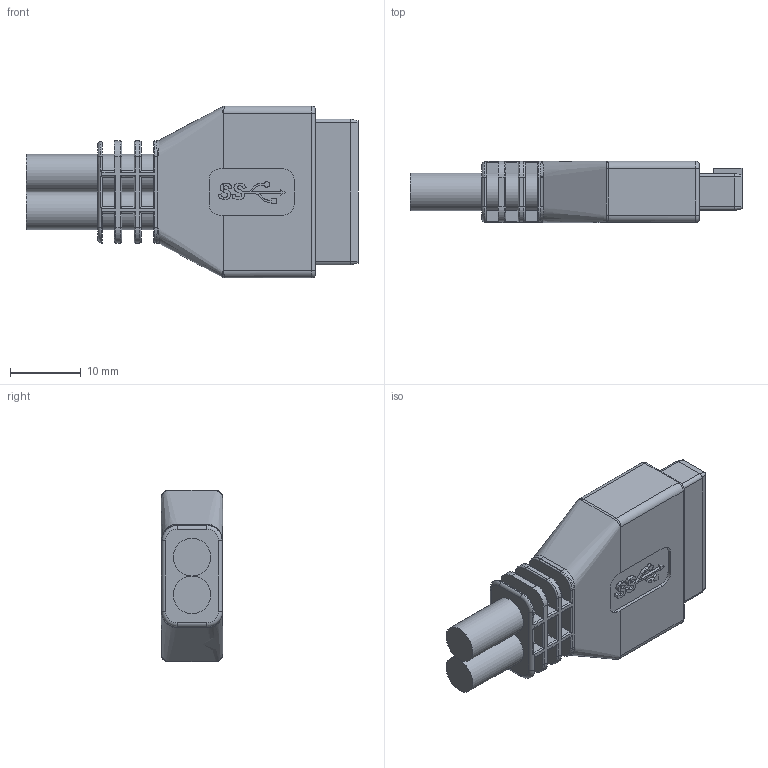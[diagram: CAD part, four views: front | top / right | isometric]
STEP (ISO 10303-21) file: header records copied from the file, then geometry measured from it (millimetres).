
FILE_DESCRIPTION(/* description */ (''),/* implementation_level */ '2;1');
FILE_NAME(/* name */ 'USB3.0Gen1ConnectorMale v3.step',/* time_stamp */ '2020-08-02T17:00:04-04:00',/* author */ (''),/* organization */ (''),/* preprocessor_version */ 'ST-DEVELOPER v18.1',/* originating_system */ 'Autodesk Translation Framework v9.3.0.1241',/* authorisation */ '');
FILE_SCHEMA (('AUTOMOTIVE_DESIGN { 1 0 10303 214 3 1 1 }'));
Length unit declared in the file: millimetre
Products named in the file (1): USB3.0Gen1ConnectorMale
Bounding box: 46.8 x 8.6 x 24.2 mm (x, y, z)
Volume: 5771.9 mm3; surface area: 3796.8 mm2
Topology: 3 solids, 3 shells, 503 faces, 1292 edges, 786 vertices
Faces by surface type: plane 286, cylinder 106, bspline 85, torus 22, cone 4
Full cylindrical faces by diameter (mm): 5.3 x2
Entity records: 16207 total; most frequent: CARTESIAN_POINT 4658, ORIENTED_EDGE 2568, DIRECTION 2180, EDGE_CURVE 1284, LINE 858, VECTOR 858, VERTEX_POINT 786, AXIS2_PLACEMENT_3D 661
